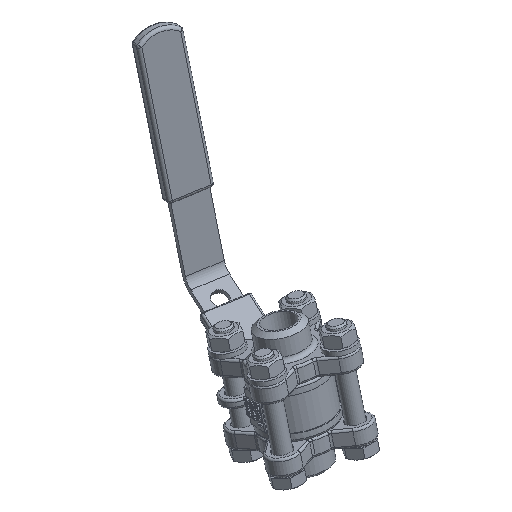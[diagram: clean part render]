
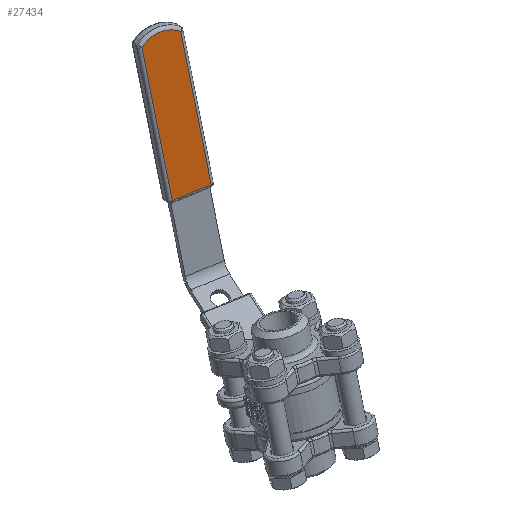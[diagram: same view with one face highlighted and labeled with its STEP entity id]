
A CAD part, front view. The second image highlights one B-rep face of the part: STEP entity #27434.
In plain terms, the highlighted planar face has unit normal (0.473, -0.819, -0.325).
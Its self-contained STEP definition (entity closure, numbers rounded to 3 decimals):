
#2493=CIRCLE('',#29445,13.);
#3943=FACE_OUTER_BOUND('',#5619,.T.);
#5619=EDGE_LOOP('',(#22673,#22674,#22675,#22676));
#7585=LINE('',#47808,#9603);
#7587=LINE('',#47811,#9605);
#7589=LINE('',#47814,#9607);
#9603=VECTOR('',#34590,65.836);
#9605=VECTOR('',#34594,17.);
#9607=VECTOR('',#34598,65.836);
#11983=VERTEX_POINT('',#47724);
#11986=VERTEX_POINT('',#47731);
#11989=VERTEX_POINT('',#47738);
#11995=VERTEX_POINT('',#47756);
#15570=EDGE_CURVE('',#11986,#11995,#2493,.T.);
#15572=EDGE_CURVE('',#11995,#11989,#7585,.T.);
#15574=EDGE_CURVE('',#11989,#11983,#7587,.T.);
#15576=EDGE_CURVE('',#11983,#11986,#7589,.T.);
#22673=ORIENTED_EDGE('',*,*,#15570,.F.);
#22674=ORIENTED_EDGE('',*,*,#15576,.F.);
#22675=ORIENTED_EDGE('',*,*,#15574,.F.);
#22676=ORIENTED_EDGE('',*,*,#15572,.F.);
#24528=PLANE('',#29456);
#27434=ADVANCED_FACE('',(#3943),#24528,.F.);
#29445=AXIS2_PLACEMENT_3D('',#47805,#34584,#34585);
#29456=AXIS2_PLACEMENT_3D('',#48568,#34715,#34716);
#34584=DIRECTION('center_axis',(-0.473,0.819,0.325));
#34585=DIRECTION('ref_axis',(-0.174,-0.449,0.877));
#34590=DIRECTION('',(0.174,0.449,-0.877));
#34594=DIRECTION('',(-0.864,-0.358,-0.355));
#34598=DIRECTION('',(-0.174,-0.449,0.877));
#34715=DIRECTION('center_axis',(-0.473,0.819,0.325));
#34716=DIRECTION('ref_axis',(-0.174,-0.449,0.877));
#47724=CARTESIAN_POINT('',(-45.682,14.249,72.95));
#47731=CARTESIAN_POINT('',(-57.137,-15.292,130.66));
#47738=CARTESIAN_POINT('',(-30.995,20.33,78.978));
#47756=CARTESIAN_POINT('',(-42.45,-9.211,136.688));
#47805=CARTESIAN_POINT('Origin',(-48.082,-7.838,125.052));
#47808=CARTESIAN_POINT('',(-39.571,-1.786,122.181));
#47811=CARTESIAN_POINT('',(-34.019,19.078,77.737));
#47814=CARTESIAN_POINT('',(-48.341,7.39,86.35));
#48568=CARTESIAN_POINT('Origin',(-43.919,2.898,104.079));
